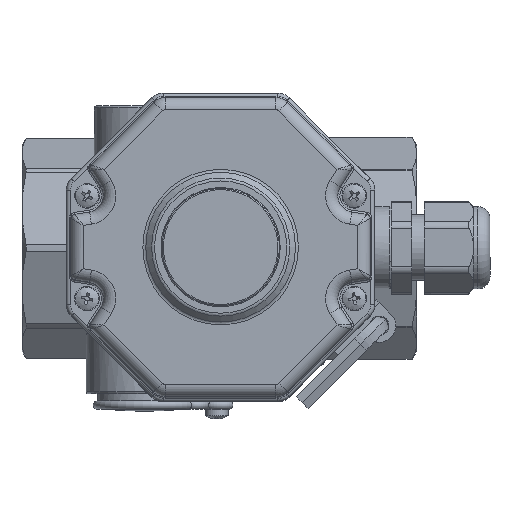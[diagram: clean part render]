
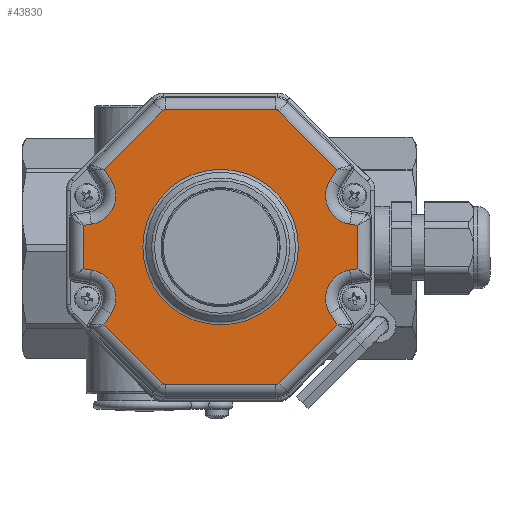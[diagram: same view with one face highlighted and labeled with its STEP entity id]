
A CAD part, top view. The second image highlights one B-rep face of the part: STEP entity #43830.
In plain terms, the highlighted face is planar.
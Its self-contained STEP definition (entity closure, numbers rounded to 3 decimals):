
#1698=LINE('',#77924,#4010);
#1701=LINE('',#77931,#4013);
#1702=LINE('',#77942,#4014);
#1705=LINE('',#77966,#4017);
#1706=LINE('',#78050,#4018);
#1709=LINE('',#78071,#4021);
#1710=LINE('',#78188,#4022);
#1713=LINE('',#78195,#4025);
#1714=LINE('',#78220,#4026);
#1717=LINE('',#78244,#4029);
#1718=LINE('',#78375,#4030);
#1721=LINE('',#78382,#4033);
#1722=LINE('',#78452,#4034);
#1725=LINE('',#78459,#4037);
#1726=LINE('',#78490,#4038);
#1729=LINE('',#78510,#4041);
#4010=VECTOR('',#56855,1000.);
#4013=VECTOR('',#56862,1000.);
#4014=VECTOR('',#56875,1000.);
#4017=VECTOR('',#56882,1000.);
#4018=VECTOR('',#56895,1000.);
#4021=VECTOR('',#56900,1000.);
#4022=VECTOR('',#56909,1000.);
#4025=VECTOR('',#56916,1000.);
#4026=VECTOR('',#56927,1000.);
#4029=VECTOR('',#56934,1000.);
#4030=VECTOR('',#56941,1000.);
#4033=VECTOR('',#56948,1000.);
#4034=VECTOR('',#56963,1000.);
#4037=VECTOR('',#56970,1000.);
#4038=VECTOR('',#56989,1000.);
#4041=VECTOR('',#56994,1000.);
#13216=ORIENTED_EDGE('',*,*,#21783,.T.);
#13217=ORIENTED_EDGE('',*,*,#21962,.T.);
#13218=ORIENTED_EDGE('',*,*,#21773,.T.);
#13219=ORIENTED_EDGE('',*,*,#21769,.T.);
#13220=ORIENTED_EDGE('',*,*,#21775,.T.);
#13221=ORIENTED_EDGE('',*,*,#21778,.T.);
#13222=ORIENTED_EDGE('',*,*,#21785,.T.);
#13223=ORIENTED_EDGE('',*,*,#21790,.T.);
#13224=ORIENTED_EDGE('',*,*,#21800,.T.);
#13225=ORIENTED_EDGE('',*,*,#21806,.T.);
#13226=ORIENTED_EDGE('',*,*,#21809,.T.);
#13227=ORIENTED_EDGE('',*,*,#21820,.T.);
#13228=ORIENTED_EDGE('',*,*,#21831,.T.);
#13229=ORIENTED_EDGE('',*,*,#21837,.T.);
#13230=ORIENTED_EDGE('',*,*,#21843,.T.);
#13231=ORIENTED_EDGE('',*,*,#21847,.T.);
#13232=ORIENTED_EDGE('',*,*,#21841,.T.);
#13233=ORIENTED_EDGE('',*,*,#21835,.T.);
#13234=ORIENTED_EDGE('',*,*,#21829,.T.);
#13235=ORIENTED_EDGE('',*,*,#21824,.T.);
#13236=ORIENTED_EDGE('',*,*,#21814,.T.);
#13237=ORIENTED_EDGE('',*,*,#21963,.T.);
#13238=ORIENTED_EDGE('',*,*,#21804,.T.);
#13239=ORIENTED_EDGE('',*,*,#21794,.T.);
#13240=ORIENTED_EDGE('',*,*,#21964,.T.);
#21769=EDGE_CURVE('',#26523,#26525,#1698,.T.);
#21773=EDGE_CURVE('',#26526,#26523,#1701,.T.);
#21775=EDGE_CURVE('',#26525,#26529,#29703,.T.);
#21778=EDGE_CURVE('',#26529,#26531,#1702,.T.);
#21783=EDGE_CURVE('',#26532,#26535,#1705,.T.);
#21785=EDGE_CURVE('',#26531,#26537,#29708,.T.);
#21790=EDGE_CURVE('',#26537,#26540,#1706,.T.);
#21794=EDGE_CURVE('',#26541,#26532,#1709,.T.);
#21800=EDGE_CURVE('',#26540,#26546,#1710,.T.);
#21804=EDGE_CURVE('',#26547,#26541,#1713,.T.);
#21806=EDGE_CURVE('',#26546,#26550,#29716,.T.);
#21809=EDGE_CURVE('',#26550,#26552,#1714,.T.);
#21814=EDGE_CURVE('',#26553,#26556,#1717,.T.);
#21820=EDGE_CURVE('',#26552,#26560,#1718,.T.);
#21824=EDGE_CURVE('',#26561,#26553,#1721,.T.);
#21829=EDGE_CURVE('',#26564,#26561,#29725,.T.);
#21831=EDGE_CURVE('',#26560,#26567,#1722,.T.);
#21835=EDGE_CURVE('',#26568,#26564,#1725,.T.);
#21837=EDGE_CURVE('',#26567,#26571,#29729,.T.);
#21841=EDGE_CURVE('',#26572,#26568,#29733,.T.);
#21843=EDGE_CURVE('',#26571,#26575,#1726,.T.);
#21847=EDGE_CURVE('',#26575,#26572,#1729,.T.);
#21962=EDGE_CURVE('',#26535,#26526,#29768,.T.);
#21963=EDGE_CURVE('',#26556,#26547,#29769,.T.);
#21964=EDGE_CURVE('',#26639,#26639,#29770,.T.);
#26523=VERTEX_POINT('',#77904);
#26525=VERTEX_POINT('',#77923);
#26526=VERTEX_POINT('',#77928);
#26529=VERTEX_POINT('',#77935);
#26531=VERTEX_POINT('',#77941);
#26532=VERTEX_POINT('',#77960);
#26535=VERTEX_POINT('',#77965);
#26537=VERTEX_POINT('',#77970);
#26540=VERTEX_POINT('',#78049);
#26541=VERTEX_POINT('',#78068);
#26546=VERTEX_POINT('',#78187);
#26547=VERTEX_POINT('',#78192);
#26550=VERTEX_POINT('',#78199);
#26552=VERTEX_POINT('',#78219);
#26553=VERTEX_POINT('',#78238);
#26556=VERTEX_POINT('',#78243);
#26560=VERTEX_POINT('',#78374);
#26561=VERTEX_POINT('',#78379);
#26564=VERTEX_POINT('',#78444);
#26567=VERTEX_POINT('',#78451);
#26568=VERTEX_POINT('',#78456);
#26571=VERTEX_POINT('',#78463);
#26572=VERTEX_POINT('',#78468);
#26575=VERTEX_POINT('',#78489);
#26639=VERTEX_POINT('',#78776);
#29703=CIRCLE('',#47807,1.);
#29708=CIRCLE('',#47815,1.);
#29716=CIRCLE('',#47828,7.);
#29725=CIRCLE('',#47842,1.);
#29729=CIRCLE('',#47849,7.);
#29733=CIRCLE('',#47854,1.);
#29768=CIRCLE('',#47941,7.);
#29769=CIRCLE('',#47942,7.);
#29770=CIRCLE('',#47943,18.914);
#32793=EDGE_LOOP('',(#13216,#13217,#13218,#13219,#13220,#13221,#13222,#13223,
#13224,#13225,#13226,#13227,#13228,#13229,#13230,#13231,#13232,#13233,#13234,
#13235,#13236,#13237,#13238,#13239));
#32794=EDGE_LOOP('',(#13240));
#35884=FACE_BOUND('',#32793,.T.);
#35885=FACE_BOUND('',#32794,.T.);
#37754=PLANE('',#47940);
#43830=ADVANCED_FACE('',(#35884,#35885),#37754,.T.);
#47807=AXIS2_PLACEMENT_3D('',#77936,#56867,#56868);
#47815=AXIS2_PLACEMENT_3D('',#77971,#56887,#56888);
#47828=AXIS2_PLACEMENT_3D('',#78200,#56921,#56922);
#47842=AXIS2_PLACEMENT_3D('',#78447,#56957,#56958);
#47849=AXIS2_PLACEMENT_3D('',#78464,#56975,#56976);
#47854=AXIS2_PLACEMENT_3D('',#78471,#56985,#56986);
#47940=AXIS2_PLACEMENT_3D('',#78772,#57241,#57242);
#47941=AXIS2_PLACEMENT_3D('',#78773,#57243,#57244);
#47942=AXIS2_PLACEMENT_3D('',#78774,#57245,#57246);
#47943=AXIS2_PLACEMENT_3D('',#78775,#57247,#57248);
#56855=DIRECTION('',(-0.707,0.,0.707));
#56862=DIRECTION('',(-0.844,0.,-0.536));
#56867=DIRECTION('',(0.,1.,0.));
#56868=DIRECTION('',(0.,0.,1.));
#56875=DIRECTION('',(0.,0.,1.));
#56882=DIRECTION('',(-0.156,0.,0.988));
#56887=DIRECTION('',(0.,1.,0.));
#56888=DIRECTION('',(0.,0.,1.));
#56895=DIRECTION('',(0.707,0.,0.707));
#56900=DIRECTION('',(-1.,0.,0.));
#56909=DIRECTION('',(0.844,0.,-0.536));
#56916=DIRECTION('',(-0.156,0.,-0.988));
#56921=DIRECTION('',(0.,-1.,0.));
#56922=DIRECTION('',(0.,0.,1.));
#56927=DIRECTION('',(0.156,0.,0.988));
#56934=DIRECTION('',(-0.844,0.,0.536));
#56941=DIRECTION('',(1.,0.,0.));
#56948=DIRECTION('',(-0.707,0.,-0.707));
#56957=DIRECTION('',(0.,1.,0.));
#56958=DIRECTION('',(0.,0.,1.));
#56963=DIRECTION('',(0.156,0.,-0.988));
#56970=DIRECTION('',(0.,0.,-1.));
#56975=DIRECTION('',(0.,-1.,0.));
#56976=DIRECTION('',(0.,0.,1.));
#56985=DIRECTION('',(0.,1.,0.));
#56986=DIRECTION('',(0.,0.,1.));
#56989=DIRECTION('',(0.844,0.,0.536));
#56994=DIRECTION('',(0.707,0.,-0.707));
#57241=DIRECTION('',(0.,1.,0.));
#57242=DIRECTION('',(0.,0.,1.));
#57243=DIRECTION('',(0.,-1.,0.));
#57244=DIRECTION('',(0.,0.,1.));
#57245=DIRECTION('',(0.,-1.,0.));
#57246=DIRECTION('',(0.,0.,1.));
#57247=DIRECTION('',(0.,-1.,0.));
#57248=DIRECTION('',(0.,0.,1.));
#77904=CARTESIAN_POINT('',(-18.939,26.,-28.296));
#77923=CARTESIAN_POINT('',(-33.107,26.,-14.128));
#77924=CARTESIAN_POINT('',(-33.107,26.,-14.128));
#77928=CARTESIAN_POINT('',(-16.251,26.,-26.59));
#77931=CARTESIAN_POINT('',(-20.292,26.,-29.154));
#77935=CARTESIAN_POINT('',(-33.4,26.,-13.421));
#77936=CARTESIAN_POINT('',(-32.4,26.,-13.421));
#77941=CARTESIAN_POINT('',(-33.4,26.,13.421));
#77942=CARTESIAN_POINT('',(-33.4,26.,13.421));
#77960=CARTESIAN_POINT('',(-5.27,26.,-33.4));
#77965=CARTESIAN_POINT('',(-5.586,26.,-31.405));
#77966=CARTESIAN_POINT('',(-10.302,26.,-1.632));
#77970=CARTESIAN_POINT('',(-33.107,26.,14.128));
#77971=CARTESIAN_POINT('',(-32.4,26.,13.421));
#78049=CARTESIAN_POINT('',(-18.939,26.,28.296));
#78050=CARTESIAN_POINT('',(-17.806,26.,29.429));
#78068=CARTESIAN_POINT('',(5.27,26.,-33.4));
#78071=CARTESIAN_POINT('',(-6.978,26.,-33.4));
#78187=CARTESIAN_POINT('',(-16.251,26.,26.59));
#78188=CARTESIAN_POINT('',(7.364,26.,11.603));
#78192=CARTESIAN_POINT('',(5.586,26.,-31.405));
#78195=CARTESIAN_POINT('',(5.003,26.,-35.087));
#78199=CARTESIAN_POINT('',(-5.586,26.,31.405));
#78200=CARTESIAN_POINT('',(-12.5,26.,32.5));
#78219=CARTESIAN_POINT('',(-5.27,26.,33.4));
#78220=CARTESIAN_POINT('',(-5.003,26.,35.087));
#78238=CARTESIAN_POINT('',(18.939,26.,-28.296));
#78243=CARTESIAN_POINT('',(16.251,26.,-26.59));
#78244=CARTESIAN_POINT('',(-7.364,26.,-11.603));
#78374=CARTESIAN_POINT('',(5.27,26.,33.4));
#78375=CARTESIAN_POINT('',(6.978,26.,33.4));
#78379=CARTESIAN_POINT('',(33.107,26.,-14.128));
#78382=CARTESIAN_POINT('',(17.806,26.,-29.429));
#78444=CARTESIAN_POINT('',(33.4,26.,-13.421));
#78447=CARTESIAN_POINT('',(32.4,26.,-13.421));
#78451=CARTESIAN_POINT('',(5.586,26.,31.405));
#78452=CARTESIAN_POINT('',(10.302,26.,1.632));
#78456=CARTESIAN_POINT('',(33.4,26.,13.421));
#78459=CARTESIAN_POINT('',(33.4,26.,-13.421));
#78463=CARTESIAN_POINT('',(16.251,26.,26.59));
#78464=CARTESIAN_POINT('',(12.5,26.,32.5));
#78468=CARTESIAN_POINT('',(33.107,26.,14.128));
#78471=CARTESIAN_POINT('',(32.4,26.,13.421));
#78489=CARTESIAN_POINT('',(18.939,26.,28.296));
#78490=CARTESIAN_POINT('',(20.292,26.,29.154));
#78510=CARTESIAN_POINT('',(33.107,26.,14.128));
#78772=CARTESIAN_POINT('',(0.,26.,0.));
#78773=CARTESIAN_POINT('',(-12.5,26.,-32.5));
#78774=CARTESIAN_POINT('',(12.5,26.,-32.5));
#78775=CARTESIAN_POINT('',(0.,26.,0.));
#78776=CARTESIAN_POINT('',(0.,26.,18.914));
